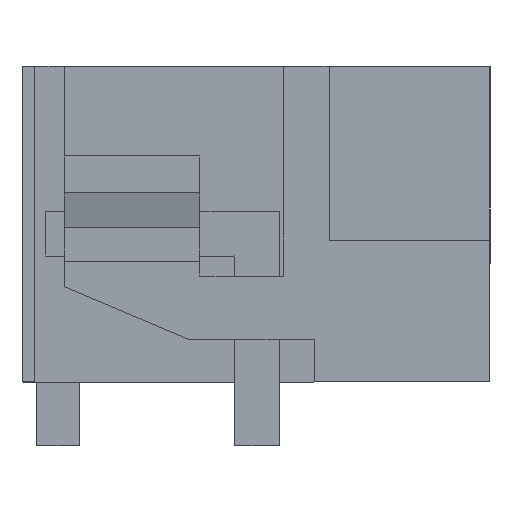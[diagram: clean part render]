
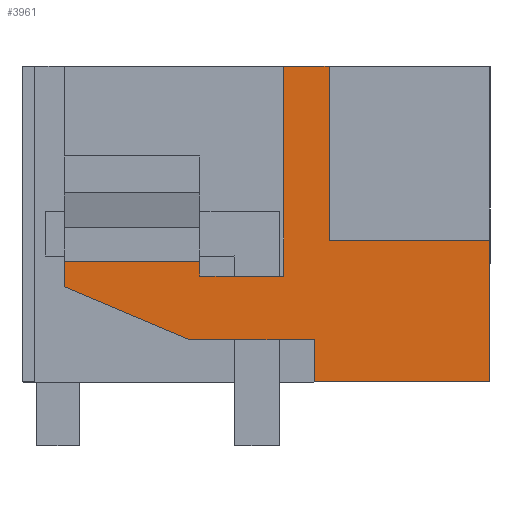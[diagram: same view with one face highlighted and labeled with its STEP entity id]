
A CAD part, left-side view. The second image highlights one B-rep face of the part: STEP entity #3961.
In plain terms, the highlighted planar face has unit normal (-1, 0, 0).
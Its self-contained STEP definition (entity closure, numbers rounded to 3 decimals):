
#3887=AXIS2_PLACEMENT_3D('Plane Axis2P3D',#3884,#3885,#3886) ;
#1849=CARTESIAN_POINT('Vertex',(0.,4.875,8.95)) ;
#1852=CARTESIAN_POINT('Line Origine',(0.,4.338,8.95)) ;
#1856=CARTESIAN_POINT('Vertex',(0.,3.8,8.95)) ;
#2349=CARTESIAN_POINT('Vertex',(0.,0.,1.5)) ;
#2352=CARTESIAN_POINT('Line Origine',(0.,2.075,1.5)) ;
#2356=CARTESIAN_POINT('Vertex',(0.,4.15,1.5)) ;
#3690=CARTESIAN_POINT('Vertex',(0.,10.05,3.75)) ;
#3693=CARTESIAN_POINT('Line Origine',(0.,10.05,4.05)) ;
#3697=CARTESIAN_POINT('Vertex',(0.,10.05,4.35)) ;
#3869=CARTESIAN_POINT('Vertex',(0.,4.875,4.)) ;
#3872=CARTESIAN_POINT('Line Origine',(0.,4.875,6.475)) ;
#3884=CARTESIAN_POINT('Axis2P3D Location',(0.,11.05,-1.7)) ;
#3889=CARTESIAN_POINT('Line Origine',(0.,5.863,4.)) ;
#3893=CARTESIAN_POINT('Vertex',(0.,6.85,4.)) ;
#3896=CARTESIAN_POINT('Line Origine',(0.,6.85,4.175)) ;
#3900=CARTESIAN_POINT('Vertex',(0.,6.85,4.35)) ;
#3903=CARTESIAN_POINT('Line Origine',(0.,8.45,4.35)) ;
#3908=CARTESIAN_POINT('Line Origine',(0.,8.571,3.123)) ;
#3912=CARTESIAN_POINT('Vertex',(0.,7.092,2.497)) ;
#3915=CARTESIAN_POINT('Line Origine',(0.,5.621,2.497)) ;
#3919=CARTESIAN_POINT('Vertex',(0.,4.15,2.497)) ;
#3922=CARTESIAN_POINT('Line Origine',(0.,4.15,1.998)) ;
#3927=CARTESIAN_POINT('Line Origine',(0.,0.,3.175)) ;
#3931=CARTESIAN_POINT('Vertex',(0.,0.,4.85)) ;
#3934=CARTESIAN_POINT('Line Origine',(0.,1.9,4.85)) ;
#3938=CARTESIAN_POINT('Vertex',(0.,3.8,4.85)) ;
#3941=CARTESIAN_POINT('Line Origine',(0.,3.8,6.9)) ;
#1853=DIRECTION('Vector Direction',(0.,-1.,0.)) ;
#2353=DIRECTION('Vector Direction',(0.,1.,0.)) ;
#3694=DIRECTION('Vector Direction',(0.,0.,-1.)) ;
#3873=DIRECTION('Vector Direction',(0.,0.,1.)) ;
#3885=DIRECTION('Axis2P3D Direction',(-1.,0.,0.)) ;
#3886=DIRECTION('Axis2P3D XDirection',(0.,-1.,0.)) ;
#3890=DIRECTION('Vector Direction',(0.,1.,0.)) ;
#3897=DIRECTION('Vector Direction',(0.,0.,1.)) ;
#3904=DIRECTION('Vector Direction',(0.,1.,0.)) ;
#3909=DIRECTION('Vector Direction',(0.,0.921,0.39)) ;
#3916=DIRECTION('Vector Direction',(0.,-1.,0.)) ;
#3923=DIRECTION('Vector Direction',(0.,0.,-1.)) ;
#3928=DIRECTION('Vector Direction',(0.,0.,-1.)) ;
#3935=DIRECTION('Vector Direction',(0.,1.,0.)) ;
#3942=DIRECTION('Vector Direction',(0.,0.,-1.)) ;
#1854=VECTOR('Line Direction',#1853,1.) ;
#2354=VECTOR('Line Direction',#2353,1.) ;
#3695=VECTOR('Line Direction',#3694,1.) ;
#3874=VECTOR('Line Direction',#3873,1.) ;
#3891=VECTOR('Line Direction',#3890,1.) ;
#3898=VECTOR('Line Direction',#3897,1.) ;
#3905=VECTOR('Line Direction',#3904,1.) ;
#3910=VECTOR('Line Direction',#3909,1.) ;
#3917=VECTOR('Line Direction',#3916,1.) ;
#3924=VECTOR('Line Direction',#3923,1.) ;
#3929=VECTOR('Line Direction',#3928,1.) ;
#3936=VECTOR('Line Direction',#3935,1.) ;
#3943=VECTOR('Line Direction',#3942,1.) ;
#3947=ORIENTED_EDGE('',*,*,#1858,.T.) ;
#3948=ORIENTED_EDGE('',*,*,#3876,.T.) ;
#3949=ORIENTED_EDGE('',*,*,#3895,.T.) ;
#3950=ORIENTED_EDGE('',*,*,#3902,.T.) ;
#3951=ORIENTED_EDGE('',*,*,#3907,.T.) ;
#3952=ORIENTED_EDGE('',*,*,#3699,.T.) ;
#3953=ORIENTED_EDGE('',*,*,#3914,.T.) ;
#3954=ORIENTED_EDGE('',*,*,#3921,.T.) ;
#3955=ORIENTED_EDGE('',*,*,#3926,.T.) ;
#3956=ORIENTED_EDGE('',*,*,#2358,.T.) ;
#3957=ORIENTED_EDGE('',*,*,#3933,.T.) ;
#3958=ORIENTED_EDGE('',*,*,#3940,.F.) ;
#3959=ORIENTED_EDGE('',*,*,#3945,.F.) ;
#3961=ADVANCED_FACE('HOUSING',(#3960),#3888,.T.) ;
#1858=EDGE_CURVE('',#1857,#1850,#1855,.F.) ;
#2358=EDGE_CURVE('',#2357,#2350,#2355,.F.) ;
#3699=EDGE_CURVE('',#3698,#3691,#3696,.T.) ;
#3876=EDGE_CURVE('',#1850,#3870,#3875,.F.) ;
#3895=EDGE_CURVE('',#3870,#3894,#3892,.T.) ;
#3902=EDGE_CURVE('',#3894,#3901,#3899,.T.) ;
#3907=EDGE_CURVE('',#3901,#3698,#3906,.T.) ;
#3914=EDGE_CURVE('',#3691,#3913,#3911,.F.) ;
#3921=EDGE_CURVE('',#3913,#3920,#3918,.T.) ;
#3926=EDGE_CURVE('',#3920,#2357,#3925,.T.) ;
#3933=EDGE_CURVE('',#2350,#3932,#3930,.F.) ;
#3940=EDGE_CURVE('',#3939,#3932,#3937,.F.) ;
#3945=EDGE_CURVE('',#1857,#3939,#3944,.T.) ;
#3946=EDGE_LOOP('',(#3947,#3948,#3949,#3950,#3951,#3952,#3953,#3954,#3955,#3956,#3957,#3958,#3959)) ;
#3960=FACE_OUTER_BOUND('',#3946,.T.) ;
#1855=LINE('Line',#1852,#1854) ;
#2355=LINE('Line',#2352,#2354) ;
#3696=LINE('Line',#3693,#3695) ;
#3875=LINE('Line',#3872,#3874) ;
#3892=LINE('Line',#3889,#3891) ;
#3899=LINE('Line',#3896,#3898) ;
#3906=LINE('Line',#3903,#3905) ;
#3911=LINE('Line',#3908,#3910) ;
#3918=LINE('Line',#3915,#3917) ;
#3925=LINE('Line',#3922,#3924) ;
#3930=LINE('Line',#3927,#3929) ;
#3937=LINE('Line',#3934,#3936) ;
#3944=LINE('Line',#3941,#3943) ;
#3888=PLANE('',#3887) ;
#1850=VERTEX_POINT('',#1849) ;
#1857=VERTEX_POINT('',#1856) ;
#2350=VERTEX_POINT('',#2349) ;
#2357=VERTEX_POINT('',#2356) ;
#3691=VERTEX_POINT('',#3690) ;
#3698=VERTEX_POINT('',#3697) ;
#3870=VERTEX_POINT('',#3869) ;
#3894=VERTEX_POINT('',#3893) ;
#3901=VERTEX_POINT('',#3900) ;
#3913=VERTEX_POINT('',#3912) ;
#3920=VERTEX_POINT('',#3919) ;
#3932=VERTEX_POINT('',#3931) ;
#3939=VERTEX_POINT('',#3938) ;
